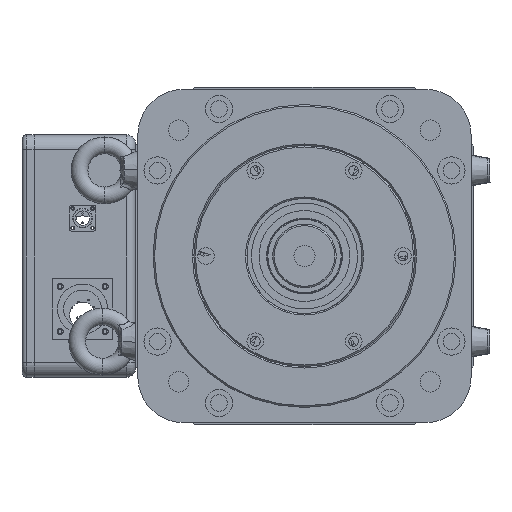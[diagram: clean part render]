
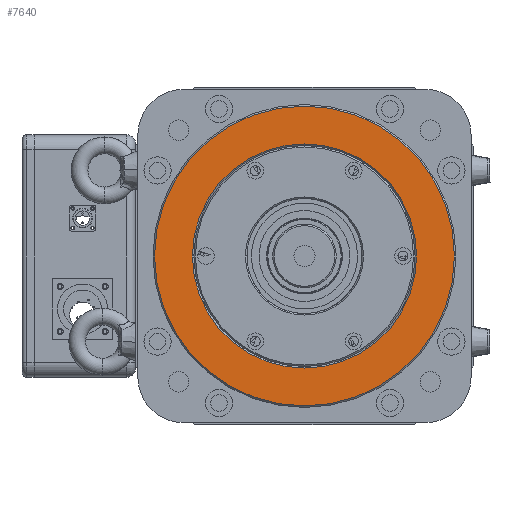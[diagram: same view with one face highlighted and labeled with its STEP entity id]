
A CAD part, left-side view. The second image highlights one B-rep face of the part: STEP entity #7640.
In plain terms, the highlighted planar face has unit normal (-1, 0, 0).
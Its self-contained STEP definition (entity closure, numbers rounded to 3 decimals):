
#2516 = CIRCLE ( 'NONE', #16143, 74. ) ;
#2608 = VERTEX_POINT ( 'NONE', #9537 ) ;
#2905 = CARTESIAN_POINT ( 'NONE',  ( -47.5, 0., 0. ) ) ;
#5497 = CARTESIAN_POINT ( 'NONE',  ( -47.5, 0., -99. ) ) ;
#6060 = EDGE_CURVE ( 'NONE', #15508, #14018, #7971, .T. ) ;
#6358 = FACE_OUTER_BOUND ( 'NONE', #21144, .T. ) ;
#6756 = CIRCLE ( 'NONE', #18094, 99. ) ;
#7344 = VERTEX_POINT ( 'NONE', #5497 ) ;
#7640 = ADVANCED_FACE ( 'NONE', ( #6358, #8166 ), #12693, .F. ) ;
#7971 = CIRCLE ( 'NONE', #10738, 74. ) ;
#8166 = FACE_BOUND ( 'NONE', #11628, .T. ) ;
#9537 = CARTESIAN_POINT ( 'NONE',  ( -47.5, 0., 99. ) ) ;
#9549 = DIRECTION ( 'NONE',  ( 1., 0., 0. ) ) ;
#10383 = CARTESIAN_POINT ( 'NONE',  ( -47.5, 0., 0. ) ) ;
#10738 = AXIS2_PLACEMENT_3D ( 'NONE', #16414, #9549, #18067 ) ;
#11628 = EDGE_LOOP ( 'NONE', ( #20741, #18223 ) ) ;
#12422 = EDGE_CURVE ( 'NONE', #7344, #2608, #6756, .T. ) ;
#12693 = PLANE ( 'NONE',  #16069 ) ;
#12735 = DIRECTION ( 'NONE',  ( 1., 0., 0. ) ) ;
#14018 = VERTEX_POINT ( 'NONE', #16180 ) ;
#15235 = DIRECTION ( 'NONE',  ( 1., 0., 0. ) ) ;
#15381 = DIRECTION ( 'NONE',  ( 0., 0., -1. ) ) ;
#15508 = VERTEX_POINT ( 'NONE', #17589 ) ;
#15525 = AXIS2_PLACEMENT_3D ( 'NONE', #2905, #12735, #19526 ) ;
#15801 = DIRECTION ( 'NONE',  ( 0., 0., -1. ) ) ;
#15880 = DIRECTION ( 'NONE',  ( 1., 0., 0. ) ) ;
#16069 = AXIS2_PLACEMENT_3D ( 'NONE', #20917, #15880, #15801 ) ;
#16073 = ORIENTED_EDGE ( 'NONE', *, *, #12422, .F. ) ;
#16143 = AXIS2_PLACEMENT_3D ( 'NONE', #20855, #21146, #17984 ) ;
#16153 = EDGE_CURVE ( 'NONE', #2608, #7344, #17981, .T. ) ;
#16180 = CARTESIAN_POINT ( 'NONE',  ( -47.5, 0., 74. ) ) ;
#16414 = CARTESIAN_POINT ( 'NONE',  ( -47.5, 0., 0. ) ) ;
#17589 = CARTESIAN_POINT ( 'NONE',  ( -47.5, 0., -74. ) ) ;
#17981 = CIRCLE ( 'NONE', #15525, 99. ) ;
#17984 = DIRECTION ( 'NONE',  ( 0., 0., -1. ) ) ;
#18040 = ORIENTED_EDGE ( 'NONE', *, *, #16153, .F. ) ;
#18067 = DIRECTION ( 'NONE',  ( 0., 0., -1. ) ) ;
#18094 = AXIS2_PLACEMENT_3D ( 'NONE', #10383, #15235, #15381 ) ;
#18223 = ORIENTED_EDGE ( 'NONE', *, *, #6060, .T. ) ;
#19091 = EDGE_CURVE ( 'NONE', #14018, #15508, #2516, .T. ) ;
#19526 = DIRECTION ( 'NONE',  ( 0., 0., -1. ) ) ;
#20741 = ORIENTED_EDGE ( 'NONE', *, *, #19091, .T. ) ;
#20855 = CARTESIAN_POINT ( 'NONE',  ( -47.5, 0., 0. ) ) ;
#20917 = CARTESIAN_POINT ( 'NONE',  ( -47.5, 74., 0. ) ) ;
#21144 = EDGE_LOOP ( 'NONE', ( #16073, #18040 ) ) ;
#21146 = DIRECTION ( 'NONE',  ( 1., 0., 0. ) ) ;
